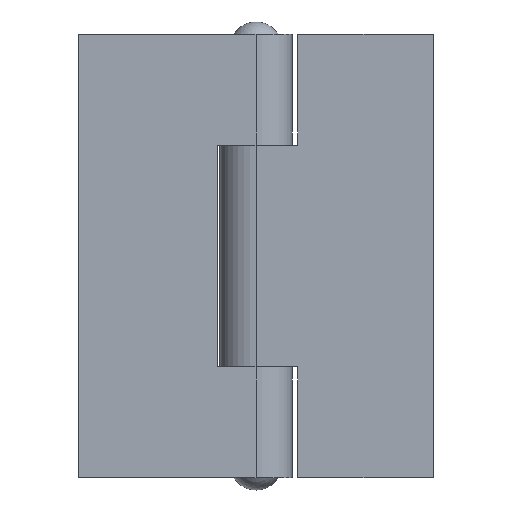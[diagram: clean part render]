
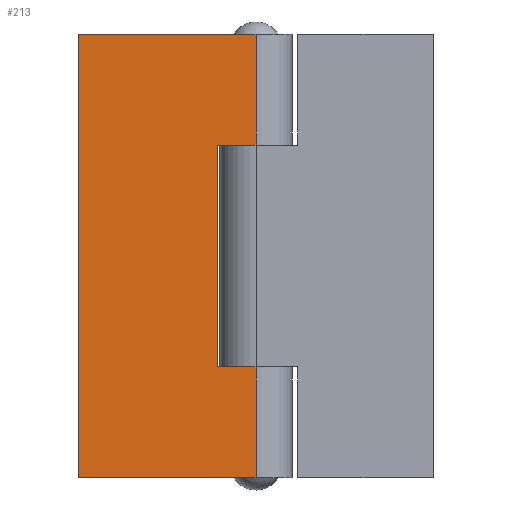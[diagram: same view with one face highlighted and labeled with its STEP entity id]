
A CAD part, front view. The second image highlights one B-rep face of the part: STEP entity #213.
In plain terms, the highlighted planar face has unit normal (0, -1, 0).
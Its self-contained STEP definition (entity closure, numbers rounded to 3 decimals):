
#135 = ORIENTED_EDGE ( 'NONE', *, *, #136, .T. ) ;
#136 = EDGE_CURVE ( 'NONE', #137, #138, #601, .T. ) ;
#137 = VERTEX_POINT ( 'NONE', #597 ) ;
#138 = VERTEX_POINT ( 'NONE', #596 ) ;
#151 = VERTEX_POINT ( 'NONE', #640 ) ;
#158 = EDGE_CURVE ( 'NONE', #151, #174, #691, .T. ) ;
#174 = VERTEX_POINT ( 'NONE', #714 ) ;
#176 = EDGE_CURVE ( 'NONE', #177, #174, #713, .T. ) ;
#177 = VERTEX_POINT ( 'NONE', #709 ) ;
#180 = ORIENTED_EDGE ( 'NONE', *, *, #181, .T. ) ;
#181 = EDGE_CURVE ( 'NONE', #138, #196, #707, .T. ) ;
#182 = ORIENTED_EDGE ( 'NONE', *, *, #195, .F. ) ;
#183 = ORIENTED_EDGE ( 'NONE', *, *, #249, .F. ) ;
#184 = ORIENTED_EDGE ( 'NONE', *, *, #210, .T. ) ;
#185 = ORIENTED_EDGE ( 'NONE', *, *, #176, .T. ) ;
#186 = ORIENTED_EDGE ( 'NONE', *, *, #158, .F. ) ;
#187 = ORIENTED_EDGE ( 'NONE', *, *, #188, .T. ) ;
#188 = EDGE_CURVE ( 'NONE', #151, #137, #703, .T. ) ;
#193 = VERTEX_POINT ( 'NONE', #752 ) ;
#195 = EDGE_CURVE ( 'NONE', #193, #196, #751, .T. ) ;
#196 = VERTEX_POINT ( 'NONE', #747 ) ;
#210 = EDGE_CURVE ( 'NONE', #234, #177, #729, .T. ) ;
#213 = ADVANCED_FACE ( 'NONE', ( #784 ), #783, .F. ) ;
#214 = EDGE_LOOP ( 'NONE', ( #135, #180, #182, #183, #184, #185, #186, #187 ) ) ;
#234 = VERTEX_POINT ( 'NONE', #816 ) ;
#249 = EDGE_CURVE ( 'NONE', #234, #193, #797, .T. ) ;
#596 = CARTESIAN_POINT ( 'NONE',  ( -3.5, -3.25, 10. ) ) ;
#597 = CARTESIAN_POINT ( 'NONE',  ( -3.5, -3.25, -10. ) ) ;
#598 = DIRECTION ( 'NONE',  ( 0., 0., 1. ) ) ;
#599 = VECTOR ( 'NONE', #598, 1000. ) ;
#600 = CARTESIAN_POINT ( 'NONE',  ( -3.5, -3.25, 20. ) ) ;
#601 = LINE ( 'NONE', #600, #599 ) ;
#640 = CARTESIAN_POINT ( 'NONE',  ( 0., -3.25, -10. ) ) ;
#688 = DIRECTION ( 'NONE',  ( 0., 0., -1. ) ) ;
#689 = VECTOR ( 'NONE', #688, 1000. ) ;
#690 = CARTESIAN_POINT ( 'NONE',  ( 0., -3.25, 20. ) ) ;
#691 = LINE ( 'NONE', #690, #689 ) ;
#700 = DIRECTION ( 'NONE',  ( -1., 0., 0. ) ) ;
#701 = VECTOR ( 'NONE', #700, 1000. ) ;
#702 = CARTESIAN_POINT ( 'NONE',  ( 0., -3.25, -10. ) ) ;
#703 = LINE ( 'NONE', #702, #701 ) ;
#704 = DIRECTION ( 'NONE',  ( 1., 0., 0. ) ) ;
#705 = VECTOR ( 'NONE', #704, 1000. ) ;
#706 = CARTESIAN_POINT ( 'NONE',  ( 0., -3.25, 10. ) ) ;
#707 = LINE ( 'NONE', #706, #705 ) ;
#709 = CARTESIAN_POINT ( 'NONE',  ( -16., -3.25, -20. ) ) ;
#710 = DIRECTION ( 'NONE',  ( 1., 0., 0. ) ) ;
#711 = VECTOR ( 'NONE', #710, 1000. ) ;
#712 = CARTESIAN_POINT ( 'NONE',  ( 0., -3.25, -20. ) ) ;
#713 = LINE ( 'NONE', #712, #711 ) ;
#714 = CARTESIAN_POINT ( 'NONE',  ( 0., -3.25, -20. ) ) ;
#729 = LINE ( 'NONE', #787, #786 ) ;
#747 = CARTESIAN_POINT ( 'NONE',  ( 0., -3.25, 10. ) ) ;
#748 = DIRECTION ( 'NONE',  ( 0., 0., -1. ) ) ;
#749 = VECTOR ( 'NONE', #748, 1000. ) ;
#750 = CARTESIAN_POINT ( 'NONE',  ( 0., -3.25, 20. ) ) ;
#751 = LINE ( 'NONE', #750, #749 ) ;
#752 = CARTESIAN_POINT ( 'NONE',  ( 0., -3.25, 20. ) ) ;
#779 = DIRECTION ( 'NONE',  ( -1., 0., 0. ) ) ;
#780 = DIRECTION ( 'NONE',  ( 0., 1., 0. ) ) ;
#781 = CARTESIAN_POINT ( 'NONE',  ( 0., -3.25, 20. ) ) ;
#782 = AXIS2_PLACEMENT_3D ( 'NONE', #781, #780, #779 ) ;
#783 = PLANE ( 'NONE',  #782 ) ;
#784 = FACE_OUTER_BOUND ( 'NONE', #214, .T. ) ;
#785 = DIRECTION ( 'NONE',  ( 0., 0., -1. ) ) ;
#786 = VECTOR ( 'NONE', #785, 1000. ) ;
#787 = CARTESIAN_POINT ( 'NONE',  ( -16., -3.25, 20. ) ) ;
#794 = DIRECTION ( 'NONE',  ( 1., 0., 0. ) ) ;
#795 = VECTOR ( 'NONE', #794, 1000. ) ;
#796 = CARTESIAN_POINT ( 'NONE',  ( 0., -3.25, 20. ) ) ;
#797 = LINE ( 'NONE', #796, #795 ) ;
#816 = CARTESIAN_POINT ( 'NONE',  ( -16., -3.25, 20. ) ) ;
